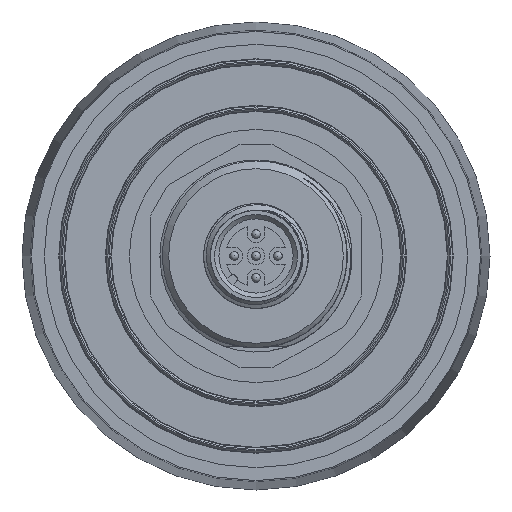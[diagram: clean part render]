
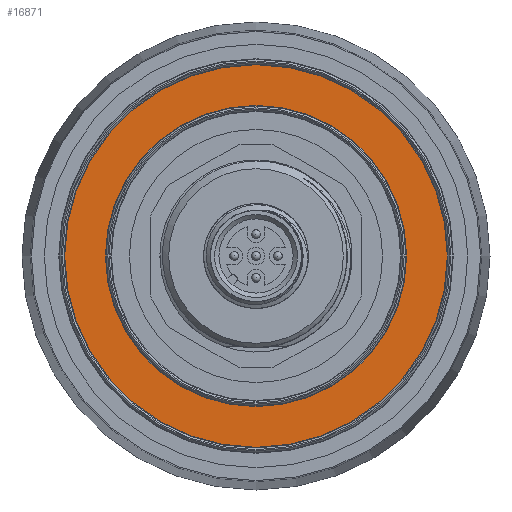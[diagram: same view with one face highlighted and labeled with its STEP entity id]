
A CAD part, front view. The second image highlights one B-rep face of the part: STEP entity #16871.
In plain terms, the highlighted planar face has unit normal (0, -1, 0).
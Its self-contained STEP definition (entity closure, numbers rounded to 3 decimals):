
#483 = CARTESIAN_POINT ( 'NONE',  ( 0., -0.34, 0. ) ) ;
#783 = AXIS2_PLACEMENT_3D ( 'NONE', #483, #9401, #3643 ) ;
#1283 = CARTESIAN_POINT ( 'NONE',  ( 0., -0.34, 0. ) ) ;
#2885 = CARTESIAN_POINT ( 'NONE',  ( 0., -0.34, 0. ) ) ;
#3643 = DIRECTION ( 'NONE',  ( 1., 0., 0. ) ) ;
#4397 = CIRCLE ( 'NONE', #15085, 21.912 ) ;
#5341 = VERTEX_POINT ( 'NONE', #5893 ) ;
#5893 = CARTESIAN_POINT ( 'NONE',  ( 17.244, -0.34, 0. ) ) ;
#6389 = EDGE_CURVE ( 'NONE', #9923, #9923, #4397, .T. ) ;
#7511 = EDGE_LOOP ( 'NONE', ( #9629 ) ) ;
#9204 = FACE_BOUND ( 'NONE', #7511, .T. ) ;
#9401 = DIRECTION ( 'NONE',  ( 0., -1., 0. ) ) ;
#9629 = ORIENTED_EDGE ( 'NONE', *, *, #11805, .T. ) ;
#9923 = VERTEX_POINT ( 'NONE', #15584 ) ;
#10160 = DIRECTION ( 'NONE',  ( 0., -1., 0. ) ) ;
#10627 = ORIENTED_EDGE ( 'NONE', *, *, #6389, .T. ) ;
#10756 = EDGE_LOOP ( 'NONE', ( #10627 ) ) ;
#11178 = AXIS2_PLACEMENT_3D ( 'NONE', #1283, #14415, #17223 ) ;
#11805 = EDGE_CURVE ( 'NONE', #5341, #5341, #12402, .T. ) ;
#12402 = CIRCLE ( 'NONE', #11178, 17.244 ) ;
#12826 = DIRECTION ( 'NONE',  ( 1., 0., 0. ) ) ;
#13598 = PLANE ( 'NONE',  #783 ) ;
#14415 = DIRECTION ( 'NONE',  ( 0., 1., 0. ) ) ;
#15085 = AXIS2_PLACEMENT_3D ( 'NONE', #2885, #10160, #12826 ) ;
#15584 = CARTESIAN_POINT ( 'NONE',  ( 21.912, -0.34, 0. ) ) ;
#16786 = FACE_OUTER_BOUND ( 'NONE', #10756, .T. ) ;
#16871 = ADVANCED_FACE ( 'NONE', ( #16786, #9204 ), #13598, .T. ) ;
#17223 = DIRECTION ( 'NONE',  ( 1., 0., 0. ) ) ;
